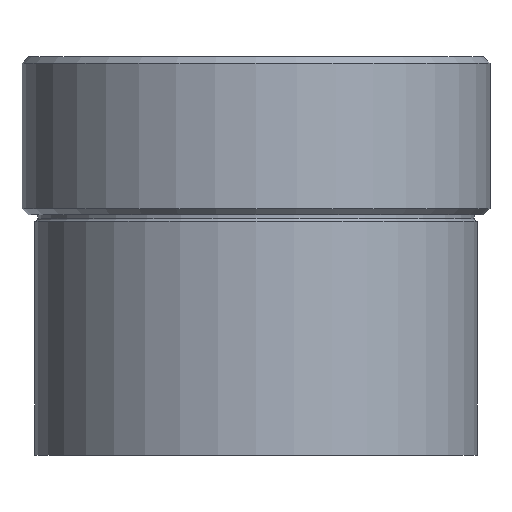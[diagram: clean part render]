
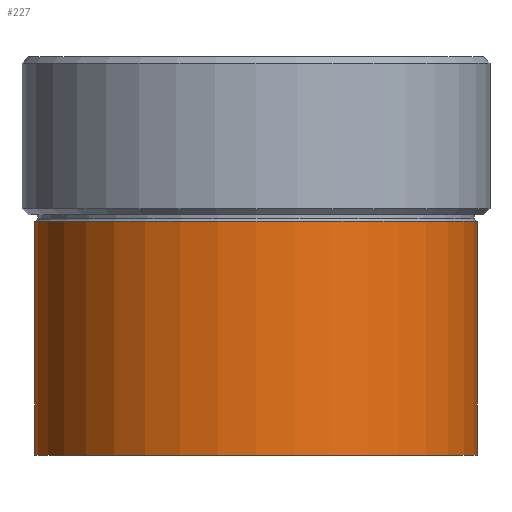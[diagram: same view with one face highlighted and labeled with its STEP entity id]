
A CAD part, front view. The second image highlights one B-rep face of the part: STEP entity #227.
In plain terms, the highlighted cylindrical face has radius 35 mm (diameter 70 mm), a partial arc.
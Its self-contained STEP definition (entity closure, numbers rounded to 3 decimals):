
#27 = DIRECTION ( 'NONE',  ( 1., 0., 0. ) ) ;
#31 = ORIENTED_EDGE ( 'NONE', *, *, #261, .F. ) ;
#37 = CARTESIAN_POINT ( 'NONE',  ( 35., 0., -26. ) ) ;
#51 = LINE ( 'NONE', #221, #160 ) ;
#54 = DIRECTION ( 'NONE',  ( 1., 0., 0. ) ) ;
#76 = ORIENTED_EDGE ( 'NONE', *, *, #143, .T. ) ;
#126 = EDGE_LOOP ( 'NONE', ( #31, #76, #193, #390 ) ) ;
#127 = FACE_OUTER_BOUND ( 'NONE', #126, .T. ) ;
#133 = DIRECTION ( 'NONE',  ( 0., 0., 1. ) ) ;
#136 = VERTEX_POINT ( 'NONE', #37 ) ;
#143 = EDGE_CURVE ( 'NONE', #236, #402, #354, .T. ) ;
#160 = VECTOR ( 'NONE', #379, 1000. ) ;
#193 = ORIENTED_EDGE ( 'NONE', *, *, #500, .T. ) ;
#205 = CYLINDRICAL_SURFACE ( 'NONE', #387, 35. ) ;
#221 = CARTESIAN_POINT ( 'NONE',  ( 35., 0., 0. ) ) ;
#227 = ADVANCED_FACE ( 'NONE', ( #127 ), #205, .T. ) ;
#236 = VERTEX_POINT ( 'NONE', #456 ) ;
#261 = EDGE_CURVE ( 'NONE', #236, #393, #494, .T. ) ;
#265 = VECTOR ( 'NONE', #458, 1000. ) ;
#294 = DIRECTION ( 'NONE',  ( 1., 0., 0. ) ) ;
#299 = DIRECTION ( 'NONE',  ( 0., 0., 1. ) ) ;
#336 = AXIS2_PLACEMENT_3D ( 'NONE', #526, #510, #27 ) ;
#354 = CIRCLE ( 'NONE', #336, 35. ) ;
#365 = CIRCLE ( 'NONE', #443, 35. ) ;
#379 = DIRECTION ( 'NONE',  ( 0., 0., 1. ) ) ;
#387 = AXIS2_PLACEMENT_3D ( 'NONE', #417, #299, #54 ) ;
#390 = ORIENTED_EDGE ( 'NONE', *, *, #507, .F. ) ;
#393 = VERTEX_POINT ( 'NONE', #406 ) ;
#402 = VERTEX_POINT ( 'NONE', #503 ) ;
#406 = CARTESIAN_POINT ( 'NONE',  ( -35., 0., -26. ) ) ;
#417 = CARTESIAN_POINT ( 'NONE',  ( 0., 0., 0. ) ) ;
#443 = AXIS2_PLACEMENT_3D ( 'NONE', #495, #133, #294 ) ;
#456 = CARTESIAN_POINT ( 'NONE',  ( -35., 0., -63. ) ) ;
#458 = DIRECTION ( 'NONE',  ( 0., 0., 1. ) ) ;
#460 = CARTESIAN_POINT ( 'NONE',  ( -35., 0., 0. ) ) ;
#494 = LINE ( 'NONE', #460, #265 ) ;
#495 = CARTESIAN_POINT ( 'NONE',  ( 0., 0., -26. ) ) ;
#500 = EDGE_CURVE ( 'NONE', #402, #136, #51, .T. ) ;
#503 = CARTESIAN_POINT ( 'NONE',  ( 35., 0., -63. ) ) ;
#507 = EDGE_CURVE ( 'NONE', #393, #136, #365, .T. ) ;
#510 = DIRECTION ( 'NONE',  ( 0., 0., 1. ) ) ;
#526 = CARTESIAN_POINT ( 'NONE',  ( 0., 0., -63. ) ) ;
